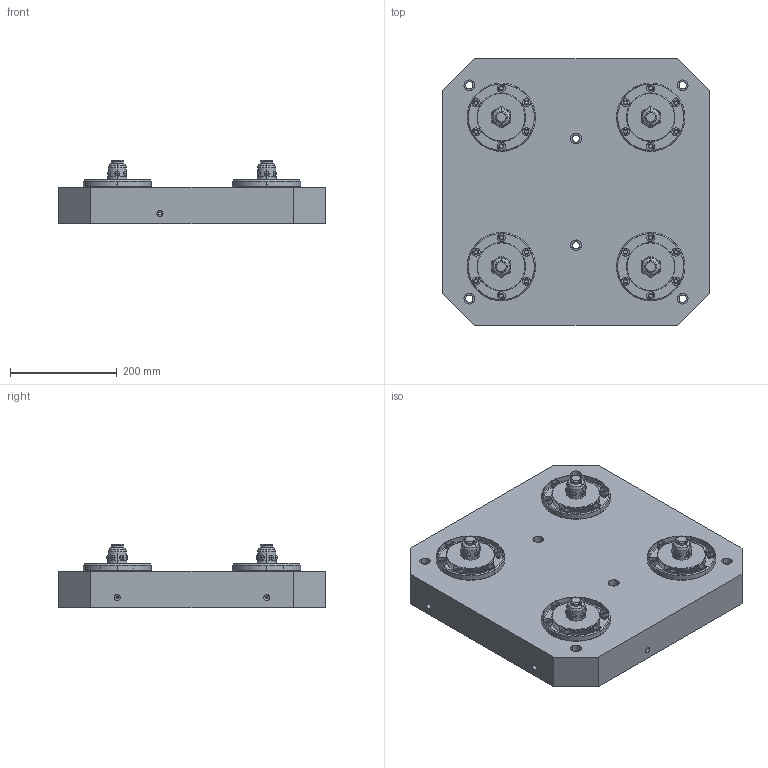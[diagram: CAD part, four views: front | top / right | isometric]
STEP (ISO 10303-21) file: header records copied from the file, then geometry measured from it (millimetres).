
FILE_DESCRIPTION((''),'2;1');
FILE_NAME('EH1990175.stp','2003-08-28T15:00:59',('Grof'),(''),'Autodesk Inventor (tm) 4.0','Autodesk Inventor (tm) 4.0','');
FILE_SCHEMA(('CONFIG_CONTROL_DESIGN'));
Length unit declared in the file: inch
Products named in the file (6): EH1990175; PRODUCT_NAME_8; PRODUCT_NAME_9; PRODUCT_NAME_10; PRODUCT_NAME_11; PRODUCT_NAME_12
Assembly tree (5 placements, depth 2):
  EH1990175
    PRODUCT_NAME_8
    PRODUCT_NAME_9
    PRODUCT_NAME_10
    PRODUCT_NAME_11
    PRODUCT_NAME_12
Bounding box: 500 x 500 x 119 mm (x, y, z)
Volume: 17019525.3 mm3; surface area: 924094.5 mm2
Topology: 5 solids, 5 shells, 1750 faces, 3980 edges, 2252 vertices
Faces by surface type: cylinder 732, cone 472, torus 336, plane 114, sphere 96
Entity records: 51729 total; most frequent: CARTESIAN_POINT 10457, DIRECTION 9822, ORIENTED_EDGE 7800, AXIS2_PLACEMENT_3D 4289, EDGE_CURVE 3900, CIRCLE 2512, VERTEX_POINT 2236, EDGE_LOOP 1912
